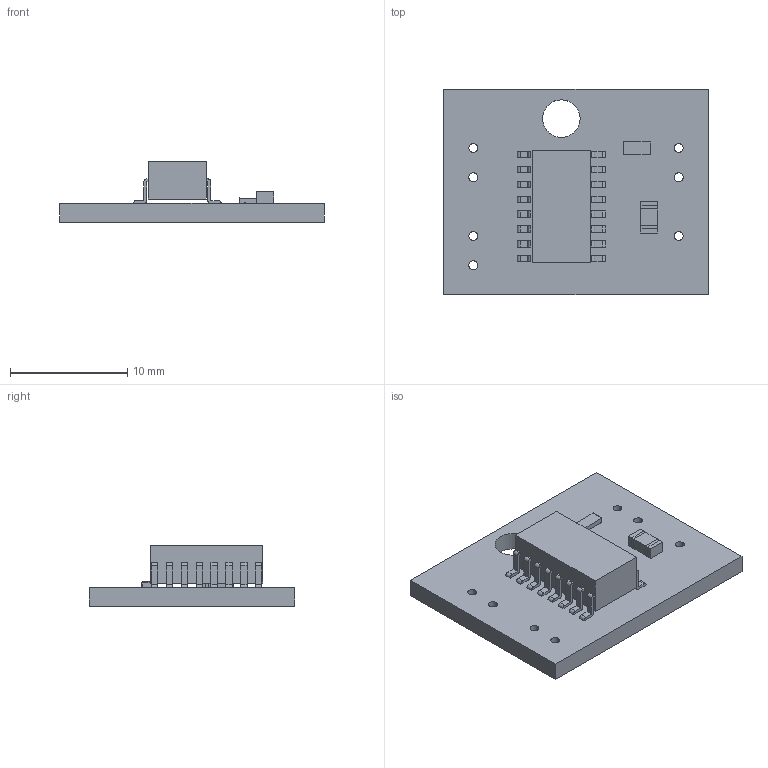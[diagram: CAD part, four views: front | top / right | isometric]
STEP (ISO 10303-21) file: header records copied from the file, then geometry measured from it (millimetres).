
FILE_DESCRIPTION(('PCB Model'),'2;1');
FILE_NAME('9328.STEP', '2022-04-07T16:13:37',('LiuZeshu'),('Unspecified'), 'Open CASCADE STEP processor 6.8','Proteus','Unknown');
FILE_SCHEMA(('AUTOMOTIVE_DESIGN_CC2 { 1 2 10303 214 -1 1 5 4 }'));
Length unit declared in the file: millimetre
Products named in the file (31): Open CASCADE STEP translator 6.8 1; Layer_1; 9328; Open CASCADE STEP translator 6.8 1.2.1; Body_1; Pin_1; Pin_2; Pin_3; Pin_4; Pin_5; Pin_6; Pin_7; Pin_8; Pin_9; Pin_10; Pin_11; Pin_12; Pin_13; Pin_14; Pin_15; Pin_16; C2; Open CASCADE STEP translator 6.8 1.3.1; R1; Open CASCADE STEP translator 6.8 1.4.1
Assembly tree (30 placements, depth 4):
  Open CASCADE STEP translator 6.8 1
    Layer_1
    9328
      Open CASCADE STEP translator 6.8 1.2.1
        Body_1
        Pin_1
        Pin_2
        Pin_3
        Pin_4
        Pin_5
        Pin_6
        Pin_7
        Pin_8
        Pin_9
        Pin_10
        Pin_11
        Pin_12
        Pin_13
        Pin_14
        Pin_15
        Pin_16
    C2
      Open CASCADE STEP translator 6.8 1.3.1
        Body_1
        Pin_1
        Pin_2
    R1
      Open CASCADE STEP translator 6.8 1.4.1
        Body_1
        Pin_1
        Pin_2
Bounding box: 22.5 x 17.5 x 5.17 mm (x, y, z)
Volume: 776.7 mm3; surface area: 1237.8 mm2
Topology: 24 solids, 24 shells, 270 faces, 666 edges, 444 vertices
Faces by surface type: plane 200, cylinder 70
Entity records: 9072 total; most frequent: CARTESIAN_POINT 1419, DIRECTION 1400, ORIENTED_EDGE 1332, EDGE_CURVE 666, LINE 518, VECTOR 518, VERTEX_POINT 444, AXIS2_PLACEMENT_3D 441
